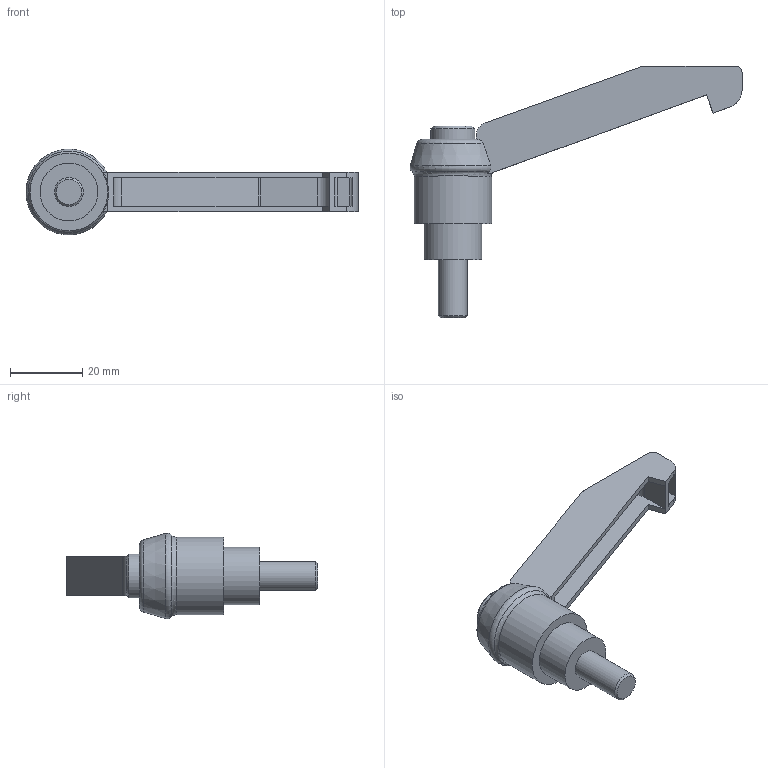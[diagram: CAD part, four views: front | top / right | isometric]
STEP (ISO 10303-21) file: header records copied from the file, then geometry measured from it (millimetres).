
FILE_DESCRIPTION(/* description */ (''),/* implementation_level */ '2;1');
FILE_NAME(/* name */ '140660',/* time_stamp */ '2014-10-06T13:33:19+02:00',/* author */ (''),/* organization */ (''),/* preprocessor_version */ 'ST-DEVELOPER v14',/* originating_system */ 'HiCAD 2013 1802.4 Build 509',/* authorisation */ '');
FILE_SCHEMA (('AUTOMOTIVE_DESIGN { 1 0 10303 214 1 1 1 1 }'));
Length unit declared in the file: millimetre
Products named in the file (2): Root; 140660Kniehefboom M8x16BOIKON
Assembly tree (1 placements, depth 2):
  Root
    140660Kniehefboom M8x16BOIKON
Bounding box: 91.88 x 69.5 x 23.7 mm (x, y, z)
Volume: 15917.2 mm3; surface area: 9582.1 mm2
Topology: 1 solids, 2 shells, 67 faces, 171 edges, 117 vertices
Faces by surface type: plane 32, cylinder 29, cone 3, torus 3
Full cylindrical faces by diameter (mm): 8 x2, 9.6 x1, 11.2 x1, 12.16 x1, 12.8 x1, 16 x1, 21.5 x1
Entity records: 3825 total; most frequent: CARTESIAN_POINT 624, DIRECTION 355, PRESENTATION_STYLE_ASSIGNMENT 313, COLOUR_RGB 313, DRAUGHTING_PRE_DEFINED_CURVE_FONT 312, CURVE_STYLE 312, OVER_RIDING_STYLED_ITEM 312, ORIENTED_EDGE 312
